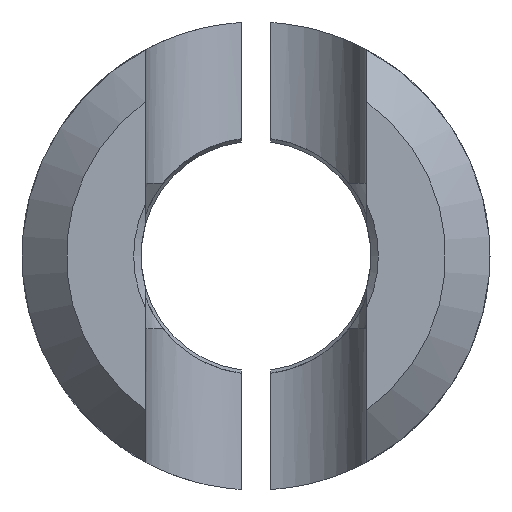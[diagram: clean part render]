
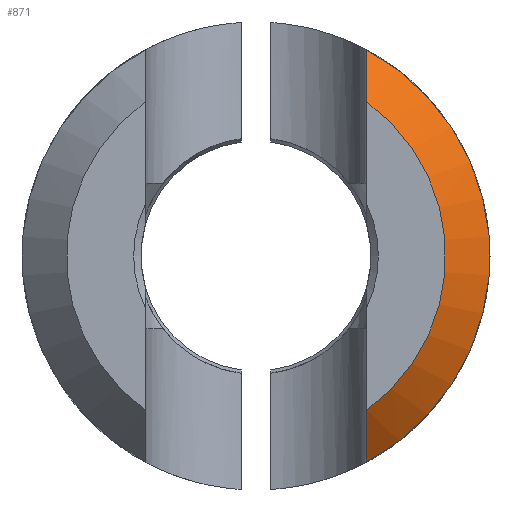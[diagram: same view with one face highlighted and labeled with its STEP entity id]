
A CAD part, left-side view. The second image highlights one B-rep face of the part: STEP entity #871.
In plain terms, the highlighted conical face has half-angle 45 degrees and reference radius 25.146 mm.
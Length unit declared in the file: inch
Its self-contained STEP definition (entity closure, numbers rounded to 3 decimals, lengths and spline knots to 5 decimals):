
#60 = CARTESIAN_POINT ( 'NONE',  ( -1.25, -0.46875, 0.65135 ) ) ;
#75 = CARTESIAN_POINT ( 'NONE',  ( -1.0625, -0.46875, 0.87198 ) ) ;
#95 = CARTESIAN_POINT ( 'NONE',  ( -1.0625, -0.46875, -0.87198 ) ) ;
#109 = DIRECTION ( 'NONE',  ( 1., 0., 0. ) ) ;
#156 = EDGE_LOOP ( 'NONE', ( #676, #1261, #1559, #551 ) ) ;
#226 = CARTESIAN_POINT ( 'NONE',  ( -1.0625, 0., 0. ) ) ;
#229 = CARTESIAN_POINT ( 'NONE',  ( -1.0625, -0.46875, 0.87198 ) ) ;
#237 = EDGE_CURVE ( 'NONE', #1079, #1291, #2079, .T. ) ;
#272 = EDGE_CURVE ( 'NONE', #786, #2214, #480, .T. ) ;
#285 = DIRECTION ( 'NONE',  ( 1., 0., 0. ) ) ;
#480 = B_SPLINE_CURVE_WITH_KNOTS ( 'NONE', 3,
 ( #2364, #1545, #2338, #1530 ),
 .UNSPECIFIED., .F., .F.,
 ( 4, 4 ),
 ( 0., 0.00735 ),
 .UNSPECIFIED. ) ;
#551 = ORIENTED_EDGE ( 'NONE', *, *, #237, .T. ) ;
#574 = AXIS2_PLACEMENT_3D ( 'NONE', #2442, #285, #1288 ) ;
#582 = EDGE_CURVE ( 'NONE', #1291, #786, #2032, .T. ) ;
#584 = CARTESIAN_POINT ( 'NONE',  ( -1.1263, -0.46875, 0.79954 ) ) ;
#676 = ORIENTED_EDGE ( 'NONE', *, *, #582, .T. ) ;
#727 = CARTESIAN_POINT ( 'NONE',  ( -1.0625, 0., 0. ) ) ;
#737 = AXIS2_PLACEMENT_3D ( 'NONE', #226, #1967, #2143 ) ;
#786 = VERTEX_POINT ( 'NONE', #1120 ) ;
#871 = ADVANCED_FACE ( 'NONE', ( #990 ), #2278, .T. ) ;
#990 = FACE_OUTER_BOUND ( 'NONE', #156, .T. ) ;
#1079 = VERTEX_POINT ( 'NONE', #75 ) ;
#1120 = CARTESIAN_POINT ( 'NONE',  ( -1.25, -0.46875, -0.65135 ) ) ;
#1129 = EDGE_CURVE ( 'NONE', #1079, #2214, #2360, .T. ) ;
#1261 = ORIENTED_EDGE ( 'NONE', *, *, #272, .T. ) ;
#1288 = DIRECTION ( 'NONE',  ( 0., 1., 0. ) ) ;
#1291 = VERTEX_POINT ( 'NONE', #60 ) ;
#1371 = CARTESIAN_POINT ( 'NONE',  ( -1.18916, -0.46875, 0.72631 ) ) ;
#1530 = CARTESIAN_POINT ( 'NONE',  ( -1.0625, -0.46875, -0.87198 ) ) ;
#1545 = CARTESIAN_POINT ( 'NONE',  ( -1.18916, -0.46875, -0.72631 ) ) ;
#1559 = ORIENTED_EDGE ( 'NONE', *, *, #1129, .F. ) ;
#1589 = AXIS2_PLACEMENT_3D ( 'NONE', #727, #109, #1665 ) ;
#1665 = DIRECTION ( 'NONE',  ( 0., 0., 1. ) ) ;
#1774 = CARTESIAN_POINT ( 'NONE',  ( -1.25, -0.46875, 0.65135 ) ) ;
#1967 = DIRECTION ( 'NONE',  ( 1., 0., 0. ) ) ;
#2032 = CIRCLE ( 'NONE', #574, 0.80249 ) ;
#2079 = B_SPLINE_CURVE_WITH_KNOTS ( 'NONE', 3,
 ( #229, #584, #1371, #1774 ),
 .UNSPECIFIED., .F., .F.,
 ( 4, 4 ),
 ( 0., 0.00735 ),
 .UNSPECIFIED. ) ;
#2143 = DIRECTION ( 'NONE',  ( 0., 1., 0. ) ) ;
#2214 = VERTEX_POINT ( 'NONE', #95 ) ;
#2278 = CONICAL_SURFACE ( 'NONE', #737, 0.98999, 0.785 ) ;
#2338 = CARTESIAN_POINT ( 'NONE',  ( -1.1263, -0.46875, -0.79954 ) ) ;
#2360 = CIRCLE ( 'NONE', #1589, 0.98999 ) ;
#2364 = CARTESIAN_POINT ( 'NONE',  ( -1.25, -0.46875, -0.65135 ) ) ;
#2442 = CARTESIAN_POINT ( 'NONE',  ( -1.25, 0., 0. ) ) ;
